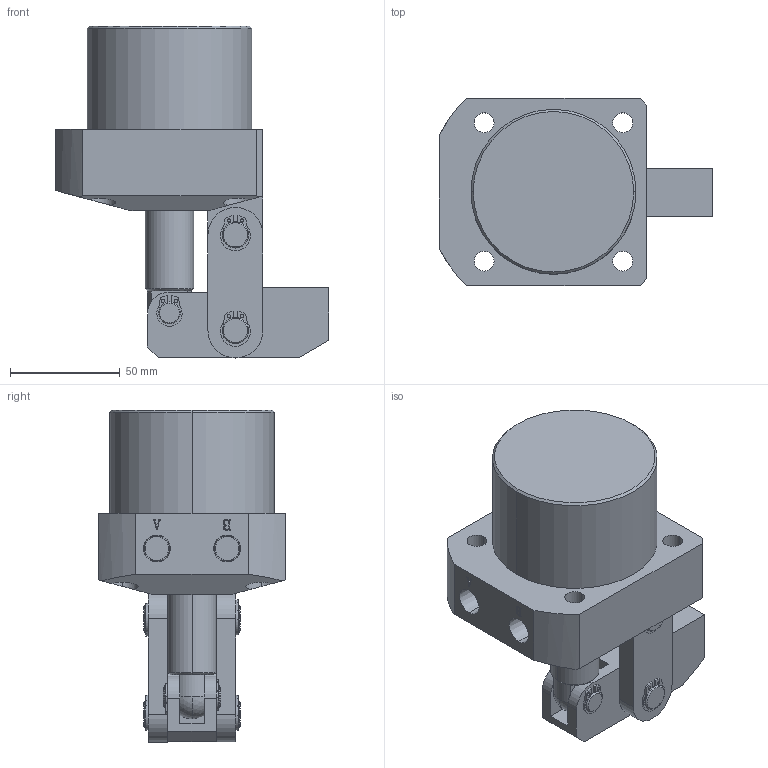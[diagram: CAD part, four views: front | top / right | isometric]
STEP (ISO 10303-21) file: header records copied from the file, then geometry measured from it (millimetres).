
FILE_DESCRIPTION (( 'STEP AP203' ), '1' );
FILE_NAME ('HLKA-63.STEP', '2020-04-30T06:00:39', ( '微软用户' ), ( '微软中国' ), 'SwSTEP 2.0', 'SolidWorks 2012', '' );
FILE_SCHEMA (( 'CONFIG_CONTROL_DESIGN' ));
Length unit declared in the file: millimetre
Products named in the file (9): HLKA-63; circlips for shaft--type a large gb_GB_CONNECTING_PIECE_RING_RRA 12; circlips for shaft--type a large gb_GB_CONNECTING_PIECE_RING_RRA 10; HLKA-63酗种; HLKA-63揤旋; HLKA-63蟀裝; HLKA-63活塞杆; HLKA-63傻种; HLKA-63掛极
Assembly tree (14 placements, depth 2):
  HLKA-63
    HLKA-63掛极
    HLKA-63傻种
    HLKA-63活塞杆
    HLKA-63蟀裝  x2
    HLKA-63揤旋
    HLKA-63酗种  x2
    circlips for shaft--type a large gb_GB_CONNECTING_PIECE_RING_RRA 10  x2
    circlips for shaft--type a large gb_GB_CONNECTING_PIECE_RING_RRA 12  x4
Bounding box: 124.5 x 85 x 151 mm (x, y, z)
Volume: 453566.2 mm3; surface area: 103093 mm2
Topology: 14 solids, 14 shells, 381 faces, 955 edges, 627 vertices
Faces by surface type: cylinder 189, plane 148, cone 20, bspline 16, torus 6, sphere 2
Entity records: 9779 total; most frequent: CARTESIAN_POINT 2290, DIRECTION 1362, ORIENTED_EDGE 1300, EDGE_CURVE 650, AXIS2_PLACEMENT_3D 505, VERTEX_POINT 425, LINE 352, VECTOR 352
